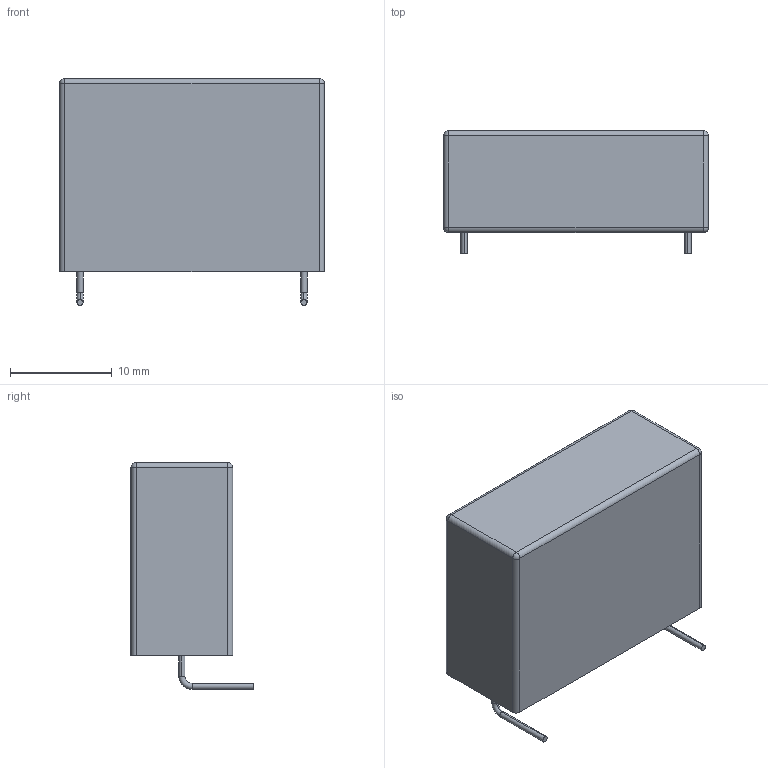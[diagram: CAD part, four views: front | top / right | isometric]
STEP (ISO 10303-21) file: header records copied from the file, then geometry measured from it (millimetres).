
FILE_DESCRIPTION (( 'STEP AP214' ), '1' );
FILE_NAME ('C10x26R.STEP', '2007-12-13T09:16:54', ( 'Chinese User' ), ( 'Chinese ORG' ), 'SwSTEP 2.0', 'SolidWorks 2004231', '' );
FILE_SCHEMA (( 'AUTOMOTIVE_DESIGN' ));
Length unit declared in the file: millimetre
Products named in the file (1): C10x26R
Bounding box: 26 x 12.01 x 22.3 mm (x, y, z)
Volume: 4937.8 mm3; surface area: 1894.2 mm2
Topology: 1 solids, 1 shells, 285 faces, 738 edges, 484 vertices
Faces by surface type: plane 180, bspline 81, cylinder 16, sphere 4, torus 4
Entity records: 19914 total; most frequent: CARTESIAN_POINT 10327, ORIENTED_EDGE 1468, DIRECTION 1022, EDGE_CURVE 734, VECTOR 532, LINE 532, VERTEX_POINT 484, EDGE_LOOP 318
